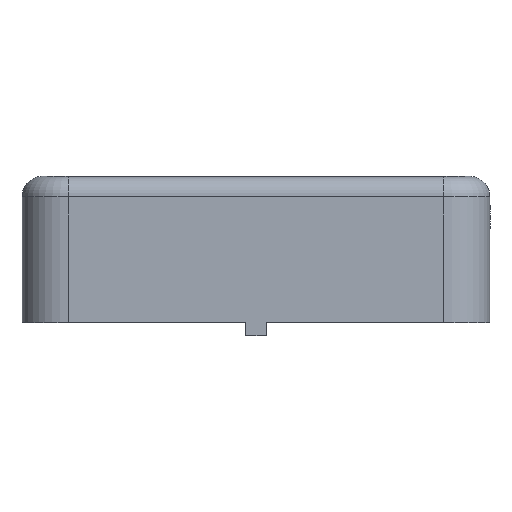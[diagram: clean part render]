
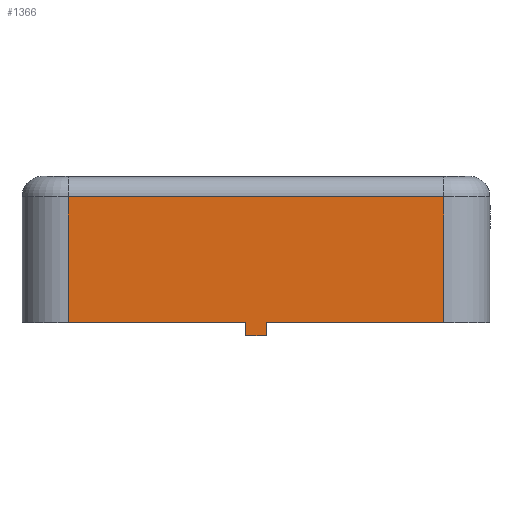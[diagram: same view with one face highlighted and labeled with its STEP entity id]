
A CAD part, left-side view. The second image highlights one B-rep face of the part: STEP entity #1366.
In plain terms, the highlighted face is planar.
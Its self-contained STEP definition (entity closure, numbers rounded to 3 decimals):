
#42=PLANE('',#1502);
#66=LINE('',#2064,#178);
#79=LINE('',#2099,#191);
#110=LINE('',#2242,#222);
#124=LINE('',#2275,#236);
#125=LINE('',#2276,#237);
#126=LINE('',#2277,#238);
#127=LINE('',#2278,#239);
#128=LINE('',#2280,#240);
#178=VECTOR('',#1616,1000.);
#191=VECTOR('',#1641,1000.);
#222=VECTOR('',#1778,1000.);
#236=VECTOR('',#1806,1000.);
#237=VECTOR('',#1807,1000.);
#238=VECTOR('',#1808,1000.);
#239=VECTOR('',#1809,1000.);
#240=VECTOR('',#1810,1000.);
#402=ORIENTED_EDGE('',*,*,#711,.T.);
#403=ORIENTED_EDGE('',*,*,#793,.F.);
#404=ORIENTED_EDGE('',*,*,#777,.F.);
#405=ORIENTED_EDGE('',*,*,#794,.T.);
#406=ORIENTED_EDGE('',*,*,#694,.T.);
#407=ORIENTED_EDGE('',*,*,#795,.F.);
#408=ORIENTED_EDGE('',*,*,#796,.F.);
#409=ORIENTED_EDGE('',*,*,#797,.T.);
#694=EDGE_CURVE('',#895,#894,#66,.T.);
#711=EDGE_CURVE('',#911,#910,#79,.T.);
#777=EDGE_CURVE('',#969,#970,#110,.T.);
#793=EDGE_CURVE('',#970,#910,#124,.T.);
#794=EDGE_CURVE('',#969,#895,#125,.T.);
#795=EDGE_CURVE('',#918,#894,#126,.T.);
#796=EDGE_CURVE('',#982,#918,#127,.T.);
#797=EDGE_CURVE('',#982,#911,#128,.T.);
#894=VERTEX_POINT('',#2063);
#895=VERTEX_POINT('',#2065);
#910=VERTEX_POINT('',#2098);
#911=VERTEX_POINT('',#2100);
#918=VERTEX_POINT('',#2117);
#969=VERTEX_POINT('',#2241);
#970=VERTEX_POINT('',#2243);
#982=VERTEX_POINT('',#2279);
#1131=EDGE_LOOP('',(#402,#403,#404,#405,#406,#407,#408,#409));
#1229=FACE_BOUND('',#1131,.T.);
#1366=ADVANCED_FACE('',(#1229),#42,.T.);
#1502=AXIS2_PLACEMENT_3D('',#2274,#1804,#1805);
#1616=DIRECTION('',(-1.,0.,0.));
#1641=DIRECTION('',(-1.,0.,0.));
#1778=DIRECTION('',(1.,0.,0.));
#1804=DIRECTION('',(0.,0.,-1.));
#1805=DIRECTION('',(-1.,0.,0.));
#1806=DIRECTION('',(0.,1.,0.));
#1807=DIRECTION('',(0.,1.,0.));
#1808=DIRECTION('',(0.,-1.,0.));
#1809=DIRECTION('',(-1.,0.,0.));
#1810=DIRECTION('',(0.,-1.,0.));
#2063=CARTESIAN_POINT('',(-7.3,-5.7,-22.4));
#2064=CARTESIAN_POINT('',(7.3,-5.7,-22.4));
#2065=CARTESIAN_POINT('',(-0.4,-5.7,-22.4));
#2098=CARTESIAN_POINT('',(0.4,-5.7,-22.4));
#2099=CARTESIAN_POINT('',(7.3,-5.7,-22.4));
#2100=CARTESIAN_POINT('',(7.3,-5.7,-22.4));
#2117=CARTESIAN_POINT('',(-7.3,-0.8,-22.4));
#2241=CARTESIAN_POINT('',(-0.4,-6.2,-22.4));
#2242=CARTESIAN_POINT('',(-0.4,-6.2,-22.4));
#2243=CARTESIAN_POINT('',(0.4,-6.2,-22.4));
#2274=CARTESIAN_POINT('',(7.3,0.,-22.4));
#2275=CARTESIAN_POINT('',(0.4,-6.2,-22.4));
#2276=CARTESIAN_POINT('',(-0.4,-6.2,-22.4));
#2277=CARTESIAN_POINT('',(-7.3,0.,-22.4));
#2278=CARTESIAN_POINT('',(7.3,-0.8,-22.4));
#2279=CARTESIAN_POINT('',(7.3,-0.8,-22.4));
#2280=CARTESIAN_POINT('',(7.3,0.,-22.4));
